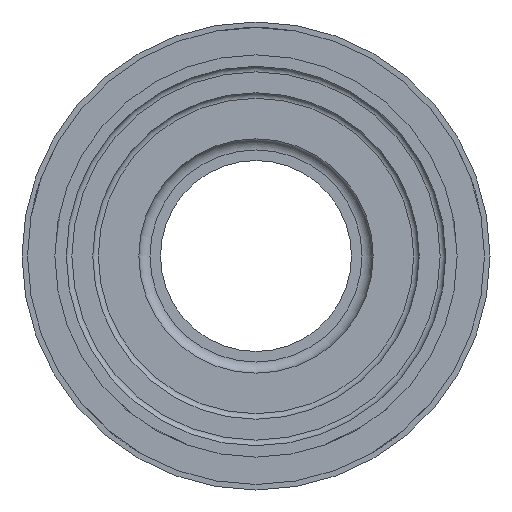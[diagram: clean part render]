
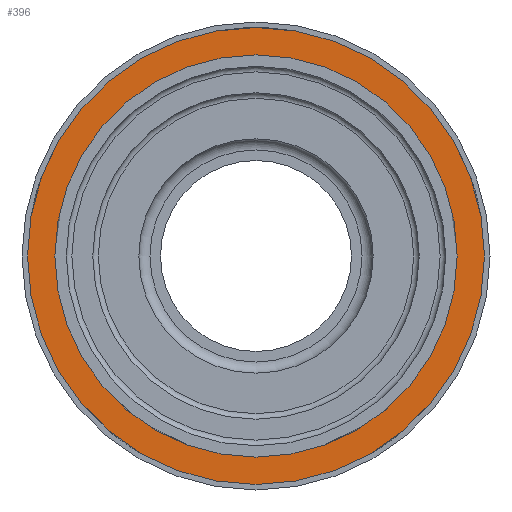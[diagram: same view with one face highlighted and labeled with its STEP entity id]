
A CAD part, left-side view. The second image highlights one B-rep face of the part: STEP entity #396.
In plain terms, the highlighted planar face has unit normal (-1, 0, 0).
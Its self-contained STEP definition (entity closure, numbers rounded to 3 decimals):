
#43=FACE_BOUND('',#128,.T.);
#60=PLANE('',#445);
#103=FACE_OUTER_BOUND('',#127,.T.);
#127=EDGE_LOOP('',(#301));
#128=EDGE_LOOP('',(#302));
#170=CIRCLE('',#446,40.95);
#171=CIRCLE('',#447,36.05);
#192=VERTEX_POINT('',#616);
#193=VERTEX_POINT('',#618);
#236=EDGE_CURVE('',#192,#192,#170,.T.);
#237=EDGE_CURVE('',#193,#193,#171,.T.);
#301=ORIENTED_EDGE('',*,*,#236,.F.);
#302=ORIENTED_EDGE('',*,*,#237,.F.);
#396=ADVANCED_FACE('',(#103,#43),#60,.T.);
#445=AXIS2_PLACEMENT_3D('',#615,#516,#517);
#446=AXIS2_PLACEMENT_3D('',#617,#518,#519);
#447=AXIS2_PLACEMENT_3D('',#619,#520,#521);
#516=DIRECTION('center_axis',(-1.,0.,0.));
#517=DIRECTION('ref_axis',(0.,-1.,0.));
#518=DIRECTION('center_axis',(1.,0.,0.));
#519=DIRECTION('ref_axis',(0.,-1.,0.));
#520=DIRECTION('center_axis',(-1.,0.,0.));
#521=DIRECTION('ref_axis',(0.,-1.,0.));
#615=CARTESIAN_POINT('Origin',(27.5,0.,0.));
#616=CARTESIAN_POINT('',(27.5,40.95,0.));
#617=CARTESIAN_POINT('Origin',(27.5,0.,0.));
#618=CARTESIAN_POINT('',(27.5,36.05,0.));
#619=CARTESIAN_POINT('Origin',(27.5,0.,0.));
